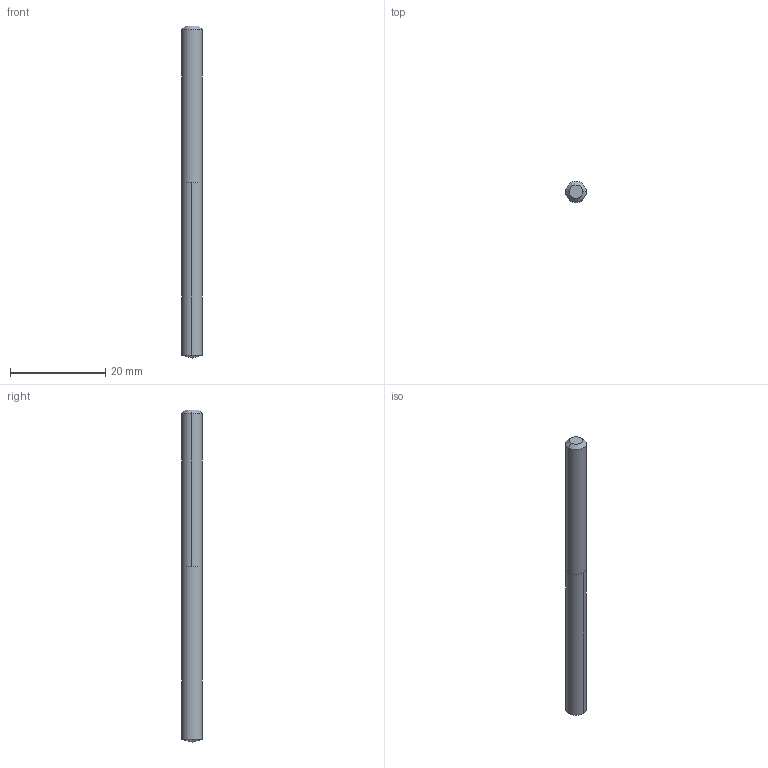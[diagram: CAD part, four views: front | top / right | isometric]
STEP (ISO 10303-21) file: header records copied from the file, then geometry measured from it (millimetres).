
FILE_DESCRIPTION (( 'STEP AP203' ), '1' );
FILE_NAME ('58034.STEP', '2024-04-23T00:36:28', ( '' ), ( '' ), 'SwSTEP 2.0', 'SolidWorks 2023', '' );
FILE_SCHEMA (( 'CONFIG_CONTROL_DESIGN' ));
Length unit declared in the file: inch
Products named in the file (1): 58034
Bounding box: 4.37 x 4.37 x 69.85 mm (x, y, z)
Volume: 1036.2 mm3; surface area: 1003.2 mm2
Topology: 2 solids, 2 shells, 13 faces, 24 edges, 13 vertices
Faces by surface type: cone 6, cylinder 4, plane 3
Entity records: 385 total; most frequent: DIRECTION 62, CARTESIAN_POINT 49, ORIENTED_EDGE 44, AXIS2_PLACEMENT_3D 26, EDGE_CURVE 22, ADVANCED_FACE 13, VERTEX_POINT 13, FACE_OUTER_BOUND 13
